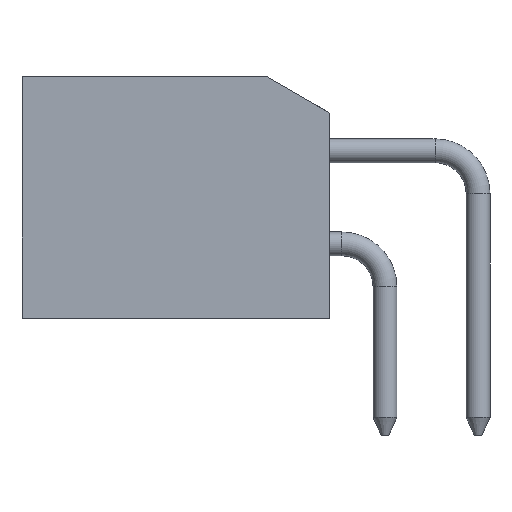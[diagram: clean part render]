
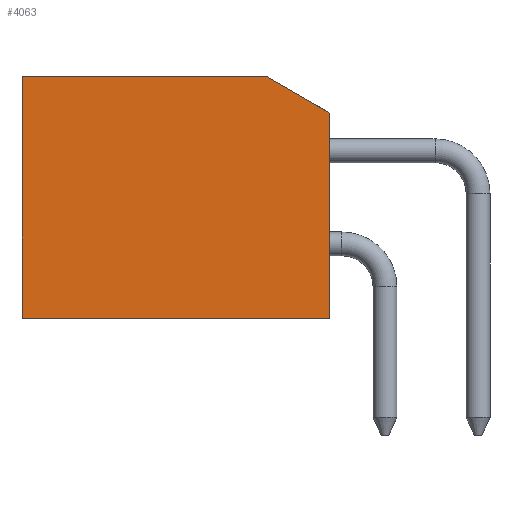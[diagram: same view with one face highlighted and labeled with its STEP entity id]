
A CAD part, left-side view. The second image highlights one B-rep face of the part: STEP entity #4063.
In plain terms, the highlighted planar face has unit normal (-1, 0, 0).
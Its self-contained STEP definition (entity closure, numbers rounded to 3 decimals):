
#9=DIRECTION('',(0.,0.,1.));
#10=VECTOR('',#9,5.6);
#11=CARTESIAN_POINT('',(-6.5,0.,-3.3));
#12=LINE('',#11,#10);
#297=DIRECTION('',(0.,1.,0.));
#298=VECTOR('',#297,6.668);
#299=CARTESIAN_POINT('',(-6.5,1.732,3.3));
#300=LINE('',#299,#298);
#385=DIRECTION('',(0.,0.,1.));
#386=VECTOR('',#385,6.6);
#387=CARTESIAN_POINT('',(-6.5,8.4,-3.3));
#388=LINE('',#387,#386);
#1105=DIRECTION('',(0.,0.866,0.5));
#1106=VECTOR('',#1105,2.);
#1107=CARTESIAN_POINT('',(-6.5,0.,2.3));
#1108=LINE('',#1107,#1106);
#1109=DIRECTION('',(0.,1.,0.));
#1110=VECTOR('',#1109,8.4);
#1111=CARTESIAN_POINT('',(-6.5,0.,-3.3));
#1112=LINE('',#1111,#1110);
#2081=CARTESIAN_POINT('',(-6.5,8.4,-3.3));
#2082=CARTESIAN_POINT('',(-6.5,8.4,3.3));
#2083=VERTEX_POINT('',#2081);
#2084=VERTEX_POINT('',#2082);
#2089=CARTESIAN_POINT('',(-6.5,0.,-3.3));
#2090=VERTEX_POINT('',#2089);
#2105=CARTESIAN_POINT('',(-6.5,0.,2.3));
#2106=CARTESIAN_POINT('',(-6.5,1.732,3.3));
#2107=VERTEX_POINT('',#2105);
#2108=VERTEX_POINT('',#2106);
#4051=CARTESIAN_POINT('',(-6.5,0.,-3.3));
#4052=DIRECTION('',(-1.,0.,0.));
#4053=DIRECTION('',(0.,0.,1.));
#4054=AXIS2_PLACEMENT_3D('',#4051,#4052,#4053);
#4055=PLANE('',#4054);
#4056=ORIENTED_EDGE('',*,*,#2708,.F.);
#4057=ORIENTED_EDGE('',*,*,#2594,.F.);
#4058=ORIENTED_EDGE('',*,*,#2792,.T.);
#4059=ORIENTED_EDGE('',*,*,#2985,.T.);
#4060=ORIENTED_EDGE('',*,*,#2855,.F.);
#4061=EDGE_LOOP('',(#4056,#4057,#4058,#4059,#4060));
#4062=FACE_OUTER_BOUND('',#4061,.F.);
#2594=EDGE_CURVE('',#2090,#2107,#12,.T.);
#2708=EDGE_CURVE('',#2107,#2108,#1108,.T.);
#2792=EDGE_CURVE('',#2090,#2083,#1112,.T.);
#2855=EDGE_CURVE('',#2108,#2084,#300,.T.);
#2985=EDGE_CURVE('',#2083,#2084,#388,.T.);
#4063=ADVANCED_FACE('',(#4062),#4055,.T.);
